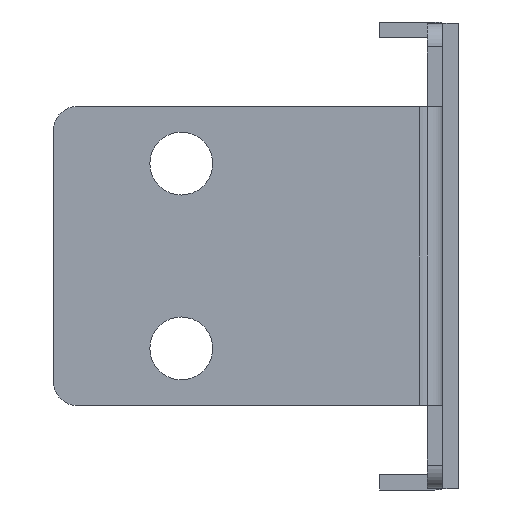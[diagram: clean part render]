
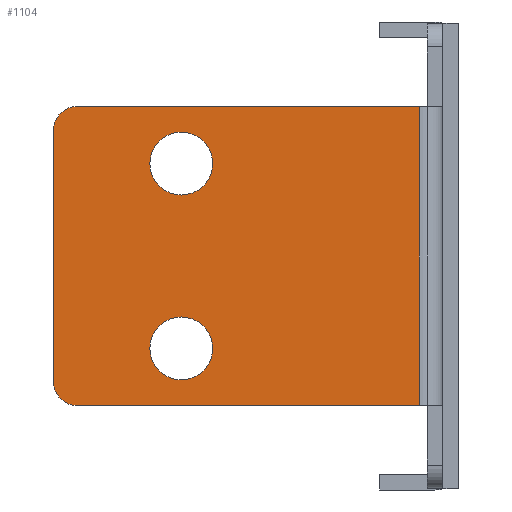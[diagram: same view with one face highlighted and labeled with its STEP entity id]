
A CAD part, left-side view. The second image highlights one B-rep face of the part: STEP entity #1104.
In plain terms, the highlighted face is planar.
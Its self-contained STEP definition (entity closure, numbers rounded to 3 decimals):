
#356=CARTESIAN_POINT('',(59.75,-500.5,53.));
#357=DIRECTION('',(0.,-1.,0.));
#358=DIRECTION('',(1.,0.,0.));
#359=AXIS2_PLACEMENT_3D('',#356,#357,#358);
#365=CARTESIAN_POINT('',(59.75,-500.5,53.));
#366=DIRECTION('',(0.,-1.,0.));
#367=DIRECTION('',(-1.,0.,0.));
#368=AXIS2_PLACEMENT_3D('',#365,#366,#367);
#373=CARTESIAN_POINT('',(59.75,-500.5,29.5));
#374=DIRECTION('',(0.,-1.,0.));
#375=DIRECTION('',(1.,0.,0.));
#376=AXIS2_PLACEMENT_3D('',#373,#374,#375);
#381=CARTESIAN_POINT('',(59.75,-500.5,29.5));
#382=DIRECTION('',(0.,-1.,0.));
#383=DIRECTION('',(-1.,0.,0.));
#384=AXIS2_PLACEMENT_3D('',#381,#382,#383);
#389=DIRECTION('',(0.,0.,1.));
#390=VECTOR('',#389,38.);
#391=CARTESIAN_POINT('',(90.,-500.5,22.25));
#392=LINE('',#391,#390);
#396=CARTESIAN_POINT('',(46.5,-500.5,25.25));
#397=DIRECTION('',(0.,1.,0.));
#398=DIRECTION('',(0.,0.,-1.));
#399=AXIS2_PLACEMENT_3D('',#396,#397,#398);
#404=CARTESIAN_POINT('',(46.5,-500.5,57.25));
#405=DIRECTION('',(0.,1.,0.));
#406=DIRECTION('',(-1.,0.,0.));
#407=AXIS2_PLACEMENT_3D('',#404,#405,#406);
#540=DIRECTION('',(1.,0.,0.));
#541=VECTOR('',#540,43.5);
#542=CARTESIAN_POINT('',(46.5,-500.5,22.25));
#543=LINE('',#542,#541);
#571=DIRECTION('',(-1.,0.,0.));
#572=VECTOR('',#571,43.5);
#573=CARTESIAN_POINT('',(90.,-500.5,60.25));
#574=LINE('',#573,#572);
#606=DIRECTION('',(0.,0.,-1.));
#607=VECTOR('',#606,32.);
#608=CARTESIAN_POINT('',(43.5,-500.5,57.25));
#609=LINE('',#608,#607);
#965=CARTESIAN_POINT('',(46.5,-500.5,22.25));
#966=CARTESIAN_POINT('',(43.5,-500.5,25.25));
#967=VERTEX_POINT('',#965);
#968=VERTEX_POINT('',#966);
#969=CARTESIAN_POINT('',(43.5,-500.5,57.25));
#970=VERTEX_POINT('',#969);
#971=CARTESIAN_POINT('',(46.5,-500.5,60.25));
#972=VERTEX_POINT('',#971);
#973=CARTESIAN_POINT('',(63.75,-500.5,53.));
#974=CARTESIAN_POINT('',(55.75,-500.5,53.));
#975=VERTEX_POINT('',#973);
#976=VERTEX_POINT('',#974);
#977=CARTESIAN_POINT('',(63.75,-500.5,29.5));
#978=CARTESIAN_POINT('',(55.75,-500.5,29.5));
#979=VERTEX_POINT('',#977);
#980=VERTEX_POINT('',#978);
#1025=CARTESIAN_POINT('',(90.,-500.5,60.25));
#1027=VERTEX_POINT('',#1025);
#1034=CARTESIAN_POINT('',(90.,-500.5,22.25));
#1036=VERTEX_POINT('',#1034);
#1073=CARTESIAN_POINT('',(0.,-500.5,0.));
#1074=DIRECTION('',(0.,1.,0.));
#1075=DIRECTION('',(-1.,0.,0.));
#1076=AXIS2_PLACEMENT_3D('',#1073,#1074,#1075);
#1077=PLANE('',#1076);
#1079=ORIENTED_EDGE('',*,*,#1078,.F.);
#1081=ORIENTED_EDGE('',*,*,#1080,.F.);
#1083=ORIENTED_EDGE('',*,*,#1082,.T.);
#1085=ORIENTED_EDGE('',*,*,#1084,.F.);
#1087=ORIENTED_EDGE('',*,*,#1086,.T.);
#1089=ORIENTED_EDGE('',*,*,#1088,.F.);
#1090=EDGE_LOOP('',(#1079,#1081,#1083,#1085,#1087,#1089));
#1091=FACE_OUTER_BOUND('',#1090,.F.);
#1093=ORIENTED_EDGE('',*,*,#1092,.T.);
#1095=ORIENTED_EDGE('',*,*,#1094,.T.);
#1096=EDGE_LOOP('',(#1093,#1095));
#1097=FACE_BOUND('',#1096,.F.);
#1099=ORIENTED_EDGE('',*,*,#1098,.T.);
#1101=ORIENTED_EDGE('',*,*,#1100,.T.);
#1102=EDGE_LOOP('',(#1099,#1101));
#1103=FACE_BOUND('',#1102,.F.);
#360=CIRCLE('',#359,4.);
#369=CIRCLE('',#368,4.);
#377=CIRCLE('',#376,4.);
#385=CIRCLE('',#384,4.);
#400=CIRCLE('',#399,3.);
#408=CIRCLE('',#407,3.);
#1078=EDGE_CURVE('',#1036,#1027,#392,.T.);
#1080=EDGE_CURVE('',#967,#1036,#543,.T.);
#1082=EDGE_CURVE('',#967,#968,#400,.T.);
#1084=EDGE_CURVE('',#970,#968,#609,.T.);
#1086=EDGE_CURVE('',#970,#972,#408,.T.);
#1088=EDGE_CURVE('',#1027,#972,#574,.T.);
#1092=EDGE_CURVE('',#979,#980,#377,.T.);
#1094=EDGE_CURVE('',#980,#979,#385,.T.);
#1098=EDGE_CURVE('',#975,#976,#360,.T.);
#1100=EDGE_CURVE('',#976,#975,#369,.T.);
#1104=ADVANCED_FACE('',(#1091,#1097,#1103),#1077,.F.);
